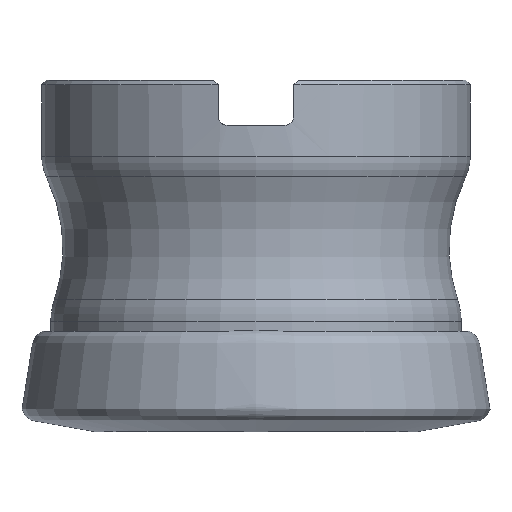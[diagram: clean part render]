
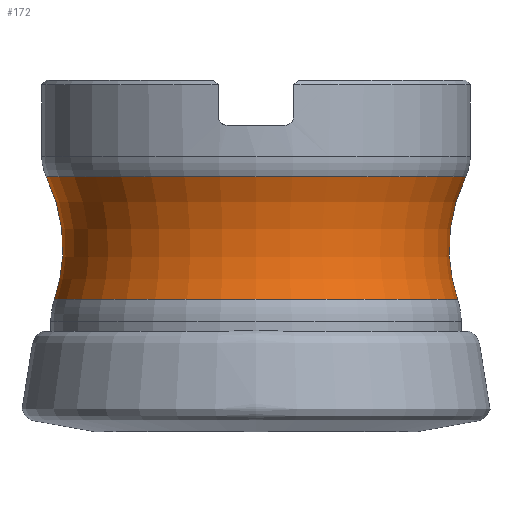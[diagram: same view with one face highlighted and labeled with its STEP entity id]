
A CAD part, front view. The second image highlights one B-rep face of the part: STEP entity #172.
In plain terms, the highlighted toroidal (fillet/blend) face has major radius 38.428 mm and minor radius 17.5 mm.
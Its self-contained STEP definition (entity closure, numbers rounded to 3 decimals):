
#53=TOROIDAL_SURFACE('',#765,38.428,17.5);
#172=ADVANCED_FACE('',(#210,#211),#53,.F.);
#210=FACE_BOUND('',#254,.T.);
#211=FACE_BOUND('',#255,.T.);
#254=EDGE_LOOP('',(#400));
#255=EDGE_LOOP('',(#401));
#305=CIRCLE('',#763,21.847);
#306=CIRCLE('',#764,22.715);
#400=ORIENTED_EDGE('',*,*,#586,.T.);
#401=ORIENTED_EDGE('',*,*,#587,.T.);
#515=VERTEX_POINT('',#1347);
#516=VERTEX_POINT('',#1349);
#586=EDGE_CURVE('',#515,#515,#305,.T.);
#587=EDGE_CURVE('',#516,#516,#306,.T.);
#763=AXIS2_PLACEMENT_3D('',#1346,#904,#905);
#764=AXIS2_PLACEMENT_3D('',#1348,#906,#907);
#765=AXIS2_PLACEMENT_3D('',#1350,#908,#909);
#904=DIRECTION('',(0.,0.,1.));
#905=DIRECTION('',(-1.,0.,0.));
#906=DIRECTION('',(0.,0.,-1.));
#907=DIRECTION('',(1.,0.,0.));
#908=DIRECTION('',(0.,0.,1.));
#909=DIRECTION('',(1.,0.,0.));
#1346=CARTESIAN_POINT('',(0.,0.,-23.762));
#1347=CARTESIAN_POINT('',(-21.847,0.,-23.762));
#1348=CARTESIAN_POINT('',(0.,0.,-10.464));
#1349=CARTESIAN_POINT('',(22.715,0.,-10.464));
#1350=CARTESIAN_POINT('',(0.,0.,-18.167));
